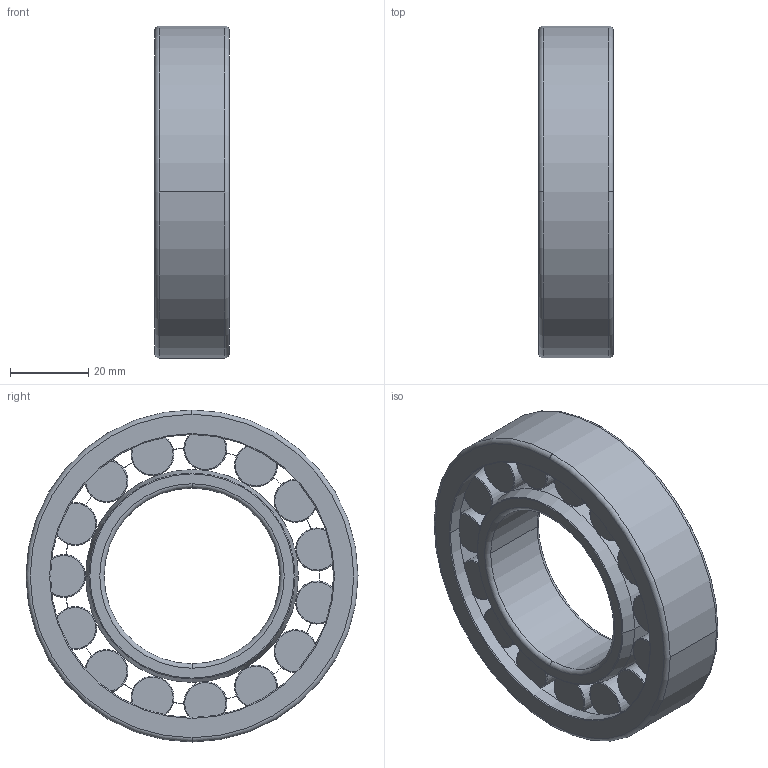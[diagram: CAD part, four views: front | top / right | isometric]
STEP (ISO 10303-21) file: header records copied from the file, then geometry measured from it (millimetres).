
FILE_DESCRIPTION(('STEP AP214'),'1');
FILE_NAME('skf_bearing_nu_209_ecp_2.stp','2023-11-22T09:34:15',('TraceParts'),('TraceParts S.A.'),'Spatial InterOp 3D',' ',' ');
FILE_SCHEMA(('AUTOMOTIVE_DESIGN { 1 0 10303 214 1 1 1 1 }'));
Length unit declared in the file: millimetre
Products named in the file (1): skf_bearing_nu_209_ecp_2_1
Bounding box: 19 x 85 x 85 mm (x, y, z)
Volume: 54212.2 mm3; surface area: 29253.6 mm2
Topology: 3 solids, 3 shells, 188 faces, 520 edges, 368 vertices
Faces by surface type: torus 106, cylinder 42, plane 36, cone 4
Entity records: 7425 total; most frequent: CARTESIAN_POINT 2309, DIRECTION 1196, ORIENTED_EDGE 1040, AXIS2_PLACEMENT_3D 575, EDGE_CURVE 520, CIRCLE 384, VERTEX_POINT 368, EDGE_LOOP 224
